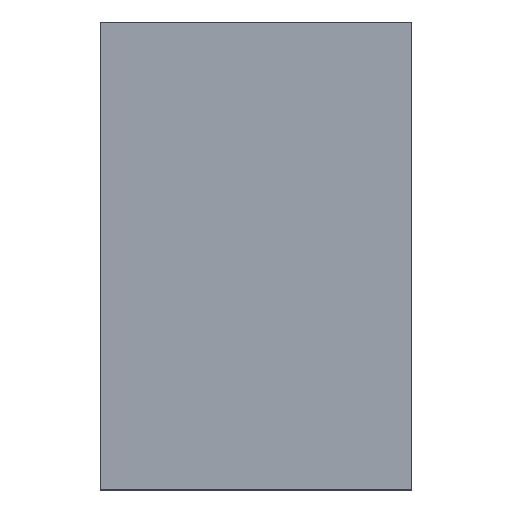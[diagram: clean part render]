
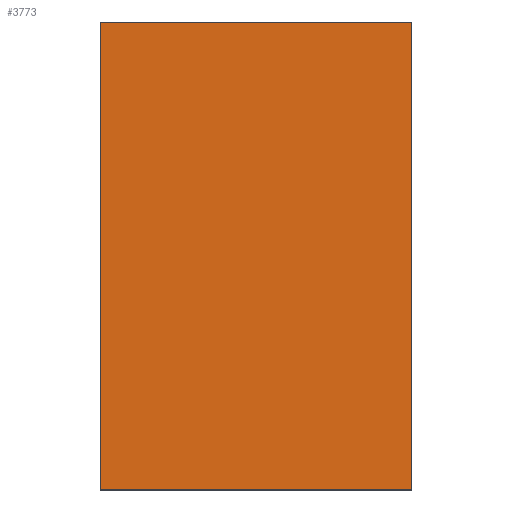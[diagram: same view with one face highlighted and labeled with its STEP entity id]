
A CAD part, top view. The second image highlights one B-rep face of the part: STEP entity #3773.
In plain terms, the highlighted face is planar.
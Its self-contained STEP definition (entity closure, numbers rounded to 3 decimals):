
#2874=DIRECTION('',(1.,0.,0.));
#2875=VECTOR('',#2874,2.);
#2876=CARTESIAN_POINT('',(-1.,0.975,1.5));
#2877=LINE('',#2876,#2875);
#2881=DIRECTION('',(0.,0.,1.));
#2882=VECTOR('',#2881,3.);
#2883=CARTESIAN_POINT('',(-1.,0.975,-1.5));
#2884=LINE('',#2883,#2882);
#2888=DIRECTION('',(-1.,0.,0.));
#2889=VECTOR('',#2888,2.);
#2890=CARTESIAN_POINT('',(1.,0.975,-1.5));
#2891=LINE('',#2890,#2889);
#2895=DIRECTION('',(0.,0.,-1.));
#2896=VECTOR('',#2895,3.);
#2897=CARTESIAN_POINT('',(1.,0.975,1.5));
#2898=LINE('',#2897,#2896);
#3054=CARTESIAN_POINT('',(-1.,0.975,1.5));
#3055=CARTESIAN_POINT('',(1.,0.975,1.5));
#3056=VERTEX_POINT('',#3054);
#3057=VERTEX_POINT('',#3055);
#3058=CARTESIAN_POINT('',(1.,0.975,-1.5));
#3059=VERTEX_POINT('',#3058);
#3060=CARTESIAN_POINT('',(-1.,0.975,-1.5));
#3061=VERTEX_POINT('',#3060);
#3762=CARTESIAN_POINT('',(0.,0.975,0.));
#3763=DIRECTION('',(0.,1.,0.));
#3764=DIRECTION('',(1.,0.,0.));
#3765=AXIS2_PLACEMENT_3D('',#3762,#3763,#3764);
#3766=PLANE('',#3765);
#3767=ORIENTED_EDGE('',*,*,#3756,.F.);
#3768=ORIENTED_EDGE('',*,*,#3372,.F.);
#3769=ORIENTED_EDGE('',*,*,#3429,.F.);
#3770=ORIENTED_EDGE('',*,*,#3473,.F.);
#3771=EDGE_LOOP('',(#3767,#3768,#3769,#3770));
#3772=FACE_OUTER_BOUND('',#3771,.F.);
#3372=EDGE_CURVE('',#3061,#3056,#2884,.T.);
#3429=EDGE_CURVE('',#3059,#3061,#2891,.T.);
#3473=EDGE_CURVE('',#3057,#3059,#2898,.T.);
#3756=EDGE_CURVE('',#3056,#3057,#2877,.T.);
#3773=ADVANCED_FACE('',(#3772),#3766,.T.);
